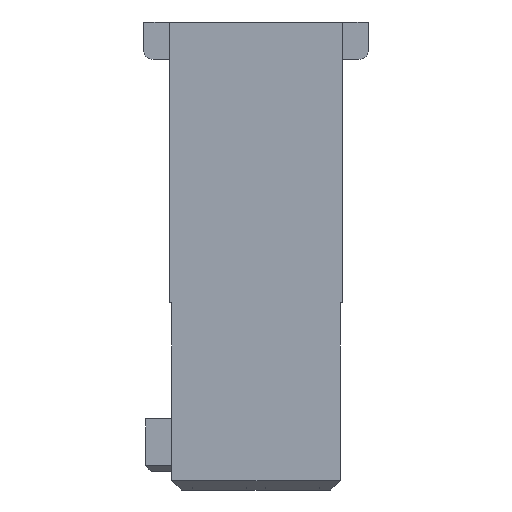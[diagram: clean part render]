
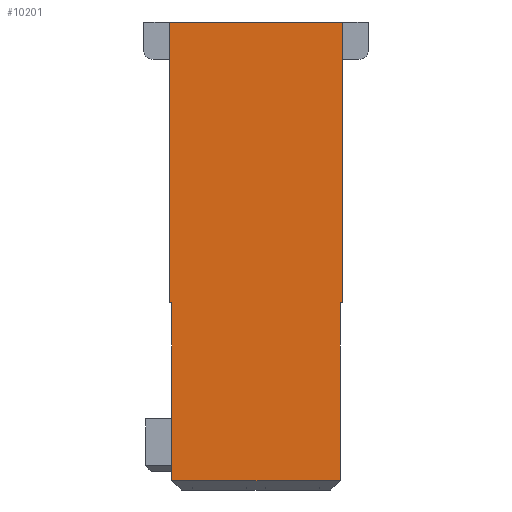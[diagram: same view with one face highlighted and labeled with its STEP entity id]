
A CAD part, left-side view. The second image highlights one B-rep face of the part: STEP entity #10201.
In plain terms, the highlighted planar face has unit normal (-1, 0, 0).
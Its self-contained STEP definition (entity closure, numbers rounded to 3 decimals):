
#2438=ORIENTED_EDGE('',*,*,#3035,.T.);
#2439=ORIENTED_EDGE('',*,*,#4102,.T.);
#2440=ORIENTED_EDGE('',*,*,#4360,.T.);
#2441=ORIENTED_EDGE('',*,*,#4353,.T.);
#2442=ORIENTED_EDGE('',*,*,#3101,.T.);
#2443=ORIENTED_EDGE('',*,*,#4361,.T.);
#2444=ORIENTED_EDGE('',*,*,#3262,.T.);
#2445=ORIENTED_EDGE('',*,*,#4359,.T.);
#3035=EDGE_CURVE('',#4486,#4485,#5433,.T.);
#3101=EDGE_CURVE('',#4547,#4546,#5497,.T.);
#3262=EDGE_CURVE('',#4643,#4642,#5632,.T.);
#4102=EDGE_CURVE('',#4485,#5234,#6450,.T.);
#4353=EDGE_CURVE('',#5362,#4547,#6701,.T.);
#4359=EDGE_CURVE('',#4642,#4486,#6707,.T.);
#4360=EDGE_CURVE('',#5234,#5362,#6708,.T.);
#4361=EDGE_CURVE('',#4546,#4643,#6709,.T.);
#4485=VERTEX_POINT('',#13449);
#4486=VERTEX_POINT('',#13451);
#4546=VERTEX_POINT('',#13582);
#4547=VERTEX_POINT('',#13584);
#4642=VERTEX_POINT('',#13905);
#4643=VERTEX_POINT('',#13907);
#5234=VERTEX_POINT('',#15626);
#5362=VERTEX_POINT('',#16087);
#5433=LINE('',#13450,#6831);
#5497=LINE('',#13583,#6895);
#5632=LINE('',#13906,#7030);
#6450=LINE('',#15627,#7848);
#6701=LINE('',#16086,#8099);
#6707=LINE('',#16096,#8105);
#6708=LINE('',#16098,#8106);
#6709=LINE('',#16099,#8107);
#6831=VECTOR('',#10886,1000.);
#6895=VECTOR('',#10966,1000.);
#7030=VECTOR('',#11285,1000.);
#7848=VECTOR('',#12725,1000.);
#8099=VECTOR('',#13138,1000.);
#8105=VECTOR('',#13150,1000.);
#8106=VECTOR('',#13153,1000.);
#8107=VECTOR('',#13154,1000.);
#8654=EDGE_LOOP('',(#2438,#2439,#2440,#2441,#2442,#2443,#2444,#2445));
#9190=FACE_BOUND('',#8654,.T.);
#9689=PLANE('',#10779);
#10201=ADVANCED_FACE('',(#9190),#9689,.T.);
#10779=AXIS2_PLACEMENT_3D('',#16097,#13151,#13152);
#10886=DIRECTION('',(0.,0.,-1.));
#10966=DIRECTION('',(0.,0.,1.));
#11285=DIRECTION('',(0.,0.,-1.));
#12725=DIRECTION('',(0.,-1.,0.));
#13138=DIRECTION('',(0.,-1.,0.));
#13150=DIRECTION('',(0.,-1.,0.));
#13151=DIRECTION('',(-1.,0.,0.));
#13152=DIRECTION('',(0.,0.,1.));
#13153=DIRECTION('',(0.,0.,1.));
#13154=DIRECTION('',(0.,1.,0.));
#13449=CARTESIAN_POINT('',(-17.5,4.5,-12.));
#13450=CARTESIAN_POINT('',(-17.5,4.5,-2.5));
#13451=CARTESIAN_POINT('',(-17.5,4.5,-2.5));
#13582=CARTESIAN_POINT('',(-17.5,-4.625,12.5));
#13583=CARTESIAN_POINT('',(-17.5,-4.625,12.5));
#13584=CARTESIAN_POINT('',(-17.5,-4.625,-2.5));
#13905=CARTESIAN_POINT('',(-17.5,4.625,-2.5));
#13906=CARTESIAN_POINT('',(-17.5,4.625,12.5));
#13907=CARTESIAN_POINT('',(-17.5,4.625,12.5));
#15626=CARTESIAN_POINT('',(-17.5,-4.5,-12.));
#15627=CARTESIAN_POINT('',(-17.5,-4.5,-12.));
#16086=CARTESIAN_POINT('',(-17.5,-4.625,-2.5));
#16087=CARTESIAN_POINT('',(-17.5,-4.5,-2.5));
#16096=CARTESIAN_POINT('',(-17.5,4.625,-2.5));
#16097=CARTESIAN_POINT('',(-17.5,0.,0.));
#16098=CARTESIAN_POINT('',(-17.5,-4.5,-2.5));
#16099=CARTESIAN_POINT('',(-17.5,4.625,12.5));
